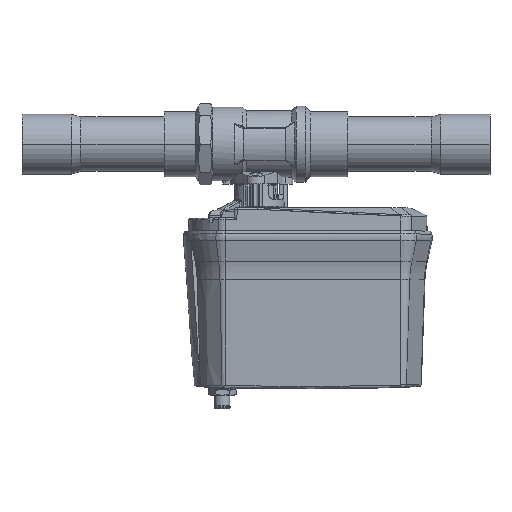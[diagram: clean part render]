
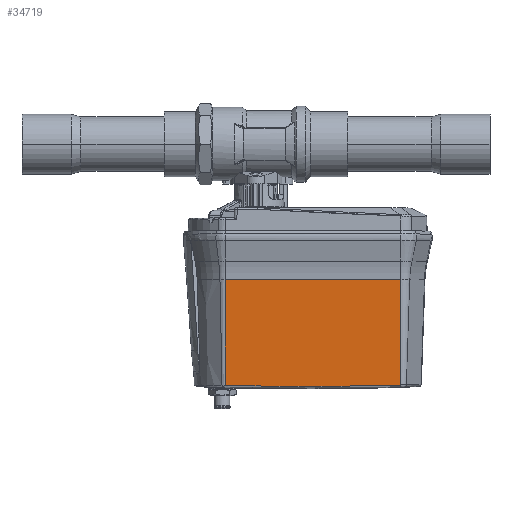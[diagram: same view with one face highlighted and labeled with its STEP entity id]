
A CAD part, top view. The second image highlights one B-rep face of the part: STEP entity #34719.
In plain terms, the highlighted planar face has unit normal (0, -0.035, 0.999).
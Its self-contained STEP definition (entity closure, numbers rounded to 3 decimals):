
#9320=DIRECTION('',(1.,0.,0.));
#9321=VECTOR('',#9320,71.514);
#9322=CARTESIAN_POINT('',(-12.497,34.48,22.965));
#9323=LINE('',#9322,#9321);
#9348=DIRECTION('',(0.,0.999,0.035));
#9349=VECTOR('',#9348,43.233);
#9350=CARTESIAN_POINT('',(-12.497,-8.727,
21.456));
#9351=LINE('',#9350,#9349);
#9645=CARTESIAN_POINT('',(36.,-9.053,21.445));
#9646=CARTESIAN_POINT('',(38.764,-9.028,21.446));
#9647=CARTESIAN_POINT('',(44.153,-8.963,21.448));
#9648=CARTESIAN_POINT('',(51.823,-8.818,21.453));
#9649=CARTESIAN_POINT('',(56.665,-8.679,21.458));
#9650=CARTESIAN_POINT('',(59.016,-8.588,21.461));
#9664=CARTESIAN_POINT('',(-12.497,-8.727,
21.456));
#9671=CARTESIAN_POINT('',(-12.497,-8.727,
21.456));
#9672=CARTESIAN_POINT('',(-10.906,-8.773,
21.455));
#9673=CARTESIAN_POINT('',(-7.674,-8.852,
21.452));
#9674=CARTESIAN_POINT('',(-2.674,-8.945,
21.449));
#9675=CARTESIAN_POINT('',(0.759,-8.992,
21.447));
#9676=CARTESIAN_POINT('',(2.5,-9.013,21.446));
#9678=CARTESIAN_POINT('',(6.,-9.05,21.445));
#9679=CARTESIAN_POINT('',(6.395,-9.054,21.445));
#9680=CARTESIAN_POINT('',(7.206,-9.061,21.445));
#9681=CARTESIAN_POINT('',(8.061,-9.068,21.445));
#9682=CARTESIAN_POINT('',(8.5,-9.072,21.444));
#9684=CARTESIAN_POINT('',(12.,-9.095,21.444));
#9685=CARTESIAN_POINT('',(12.401,-9.097,21.444));
#9686=CARTESIAN_POINT('',(13.219,-9.101,21.443));
#9687=CARTESIAN_POINT('',(14.068,-9.105,21.443));
#9688=CARTESIAN_POINT('',(14.5,-9.106,21.443));
#9690=CARTESIAN_POINT('',(18.,-9.116,21.443));
#9691=CARTESIAN_POINT('',(17.608,-9.114,21.443));
#9692=CARTESIAN_POINT('',(16.827,-9.11,21.443));
#9693=CARTESIAN_POINT('',(15.66,-9.113,21.443));
#9694=CARTESIAN_POINT('',(14.886,-9.109,21.443));
#9695=CARTESIAN_POINT('',(14.5,-9.106,21.443));
#9697=CARTESIAN_POINT('',(18.,-9.116,21.443));
#9698=CARTESIAN_POINT('',(18.428,-9.117,21.443));
#9699=CARTESIAN_POINT('',(19.273,-9.119,21.443));
#9700=CARTESIAN_POINT('',(20.095,-9.119,21.443));
#9701=CARTESIAN_POINT('',(20.5,-9.119,21.443));
#9703=CARTESIAN_POINT('',(24.,-9.117,21.443));
#9704=CARTESIAN_POINT('',(23.613,-9.118,21.443));
#9705=CARTESIAN_POINT('',(22.838,-9.118,21.443));
#9706=CARTESIAN_POINT('',(21.668,-9.118,21.443));
#9707=CARTESIAN_POINT('',(20.89,-9.119,21.443));
#9708=CARTESIAN_POINT('',(20.5,-9.119,21.443));
#9710=CARTESIAN_POINT('',(30.,-9.096,21.444));
#9711=CARTESIAN_POINT('',(29.614,-9.1,21.443));
#9712=CARTESIAN_POINT('',(28.84,-9.106,21.443));
#9713=CARTESIAN_POINT('',(27.673,-9.102,21.443));
#9714=CARTESIAN_POINT('',(26.892,-9.107,21.443));
#9715=CARTESIAN_POINT('',(26.5,-9.111,21.443));
#9717=CARTESIAN_POINT('',(32.5,-9.081,21.444));
#9718=CARTESIAN_POINT('',(33.667,-9.072,21.444));
#9719=CARTESIAN_POINT('',(34.833,-9.063,21.445));
#9720=CARTESIAN_POINT('',(36.,-9.053,21.445));
#9722=CARTESIAN_POINT('',(32.5,-9.081,21.444));
#9723=CARTESIAN_POINT('',(32.097,-9.084,21.444));
#9724=CARTESIAN_POINT('',(31.278,-9.089,21.444));
#9725=CARTESIAN_POINT('',(30.431,-9.094,21.444));
#9726=CARTESIAN_POINT('',(30.,-9.096,21.444));
#9728=CARTESIAN_POINT('',(26.5,-9.111,21.443));
#9729=CARTESIAN_POINT('',(26.095,-9.112,21.443));
#9730=CARTESIAN_POINT('',(25.274,-9.115,21.443));
#9731=CARTESIAN_POINT('',(24.428,-9.116,21.443));
#9732=CARTESIAN_POINT('',(24.,-9.117,21.443));
#9734=CARTESIAN_POINT('',(8.5,-9.072,21.444));
#9735=CARTESIAN_POINT('',(9.667,-9.079,21.444));
#9736=CARTESIAN_POINT('',(10.833,-9.087,21.444));
#9737=CARTESIAN_POINT('',(12.,-9.095,21.444));
#9739=CARTESIAN_POINT('',(2.5,-9.013,21.446));
#9740=CARTESIAN_POINT('',(3.667,-9.026,21.446));
#9741=CARTESIAN_POINT('',(4.833,-9.038,21.446));
#9742=CARTESIAN_POINT('',(6.,-9.05,21.445));
#9744=DIRECTION('',(0.,-0.999,-0.035));
#9745=VECTOR('',#9744,43.094);
#9746=CARTESIAN_POINT('',(59.016,34.48,22.965));
#9747=LINE('',#9746,#9745);
#13644=CARTESIAN_POINT('',(59.016,34.48,22.965));
#13646=VERTEX_POINT('',#13644);
#13737=VERTEX_POINT('',#9703);
#13738=VERTEX_POINT('',#9708);
#13741=VERTEX_POINT('',#9717);
#13742=VERTEX_POINT('',#9720);
#13793=VERTEX_POINT('',#9690);
#13794=VERTEX_POINT('',#9695);
#13797=CARTESIAN_POINT('',(59.016,-8.588,
21.461));
#13798=VERTEX_POINT('',#13797);
#13804=CARTESIAN_POINT('',(-12.497,34.48,
22.965));
#13805=VERTEX_POINT('',#13804);
#13831=VERTEX_POINT('',#9739);
#13832=VERTEX_POINT('',#9742);
#13848=VERTEX_POINT('',#9664);
#13863=VERTEX_POINT('',#9710);
#13864=VERTEX_POINT('',#9715);
#13865=VERTEX_POINT('',#9734);
#13866=VERTEX_POINT('',#9737);
#34695=CARTESIAN_POINT('',(59.016,38.265,23.098));
#34696=DIRECTION('',(0.,0.035,-0.999));
#34697=DIRECTION('',(0.,0.999,0.035));
#34698=AXIS2_PLACEMENT_3D('',#34695,#34696,#34697);
#34699=PLANE('',#34698);
#34700=ORIENTED_EDGE('',*,*,#34663,.F.);
#34701=ORIENTED_EDGE('',*,*,#34661,.F.);
#34702=ORIENTED_EDGE('',*,*,#34690,.T.);
#34703=ORIENTED_EDGE('',*,*,#34688,.T.);
#34704=ORIENTED_EDGE('',*,*,#34686,.T.);
#34705=ORIENTED_EDGE('',*,*,#34684,.T.);
#34706=ORIENTED_EDGE('',*,*,#34682,.F.);
#34707=ORIENTED_EDGE('',*,*,#34680,.T.);
#34708=ORIENTED_EDGE('',*,*,#34678,.F.);
#34709=ORIENTED_EDGE('',*,*,#34676,.F.);
#34710=ORIENTED_EDGE('',*,*,#34674,.F.);
#34711=ORIENTED_EDGE('',*,*,#34672,.F.);
#34712=ORIENTED_EDGE('',*,*,#34670,.F.);
#34713=ORIENTED_EDGE('',*,*,#34139,.T.);
#34714=ORIENTED_EDGE('',*,*,#34112,.T.);
#34716=ORIENTED_EDGE('',*,*,#34715,.T.);
#34717=EDGE_LOOP('',(#34700,#34701,#34702,#34703,#34704,#34705,#34706,#34707,
#34708,#34709,#34710,#34711,#34712,#34713,#34714,#34716));
#34718=FACE_OUTER_BOUND('',#34717,.F.);
#9651=B_SPLINE_CURVE_WITH_KNOTS('',3,(#9645,#9646,#9647,#9648,#9649,#9650),
.UNSPECIFIED.,.F.,.F.,(4,1,1,4),(0.,0.333,0.667,1.),
.UNSPECIFIED.);
#9677=B_SPLINE_CURVE_WITH_KNOTS('',3,(#9671,#9672,#9673,#9674,#9675,#9676),
.UNSPECIFIED.,.F.,.F.,(4,1,1,4),(0.,0.333,0.667,1.),
.UNSPECIFIED.);
#9683=B_SPLINE_CURVE_WITH_KNOTS('',3,(#9678,#9679,#9680,#9681,#9682),
.UNSPECIFIED.,.F.,.F.,(4,1,4),(0.,0.5,1.),.UNSPECIFIED.);
#9689=B_SPLINE_CURVE_WITH_KNOTS('',3,(#9684,#9685,#9686,#9687,#9688),
.UNSPECIFIED.,.F.,.F.,(4,1,4),(0.,0.5,1.),.UNSPECIFIED.);
#9696=B_SPLINE_CURVE_WITH_KNOTS('',3,(#9690,#9691,#9692,#9693,#9694,#9695),
.UNSPECIFIED.,.F.,.F.,(4,1,1,4),(0.,0.333,0.667,1.),
.UNSPECIFIED.);
#9702=B_SPLINE_CURVE_WITH_KNOTS('',3,(#9697,#9698,#9699,#9700,#9701),
.UNSPECIFIED.,.F.,.F.,(4,1,4),(0.,0.5,1.),.UNSPECIFIED.);
#9709=B_SPLINE_CURVE_WITH_KNOTS('',3,(#9703,#9704,#9705,#9706,#9707,#9708),
.UNSPECIFIED.,.F.,.F.,(4,1,1,4),(0.,0.333,0.667,1.),
.UNSPECIFIED.);
#9716=B_SPLINE_CURVE_WITH_KNOTS('',3,(#9710,#9711,#9712,#9713,#9714,#9715),
.UNSPECIFIED.,.F.,.F.,(4,1,1,4),(0.,0.333,0.667,1.),
.UNSPECIFIED.);
#9721=B_SPLINE_CURVE_WITH_KNOTS('',3,(#9717,#9718,#9719,#9720),.UNSPECIFIED.,
.F.,.F.,(4,4),(0.,1.),.UNSPECIFIED.);
#9727=B_SPLINE_CURVE_WITH_KNOTS('',3,(#9722,#9723,#9724,#9725,#9726),
.UNSPECIFIED.,.F.,.F.,(4,1,4),(0.,0.5,1.),.UNSPECIFIED.);
#9733=B_SPLINE_CURVE_WITH_KNOTS('',3,(#9728,#9729,#9730,#9731,#9732),
.UNSPECIFIED.,.F.,.F.,(4,1,4),(0.,0.5,1.),.UNSPECIFIED.);
#9738=B_SPLINE_CURVE_WITH_KNOTS('',3,(#9734,#9735,#9736,#9737),.UNSPECIFIED.,
.F.,.F.,(4,4),(0.,1.),.UNSPECIFIED.);
#9743=B_SPLINE_CURVE_WITH_KNOTS('',3,(#9739,#9740,#9741,#9742),.UNSPECIFIED.,
.F.,.F.,(4,4),(0.,1.),.UNSPECIFIED.);
#34112=EDGE_CURVE('',#13805,#13646,#9323,.T.);
#34139=EDGE_CURVE('',#13848,#13805,#9351,.T.);
#34661=EDGE_CURVE('',#13741,#13742,#9721,.T.);
#34663=EDGE_CURVE('',#13742,#13798,#9651,.T.);
#34670=EDGE_CURVE('',#13848,#13831,#9677,.T.);
#34672=EDGE_CURVE('',#13831,#13832,#9743,.T.);
#34674=EDGE_CURVE('',#13832,#13865,#9683,.T.);
#34676=EDGE_CURVE('',#13865,#13866,#9738,.T.);
#34678=EDGE_CURVE('',#13866,#13794,#9689,.T.);
#34680=EDGE_CURVE('',#13793,#13794,#9696,.T.);
#34682=EDGE_CURVE('',#13793,#13738,#9702,.T.);
#34684=EDGE_CURVE('',#13737,#13738,#9709,.T.);
#34686=EDGE_CURVE('',#13864,#13737,#9733,.T.);
#34688=EDGE_CURVE('',#13863,#13864,#9716,.T.);
#34690=EDGE_CURVE('',#13741,#13863,#9727,.T.);
#34715=EDGE_CURVE('',#13646,#13798,#9747,.T.);
#34719=ADVANCED_FACE('',(#34718),#34699,.F.);
